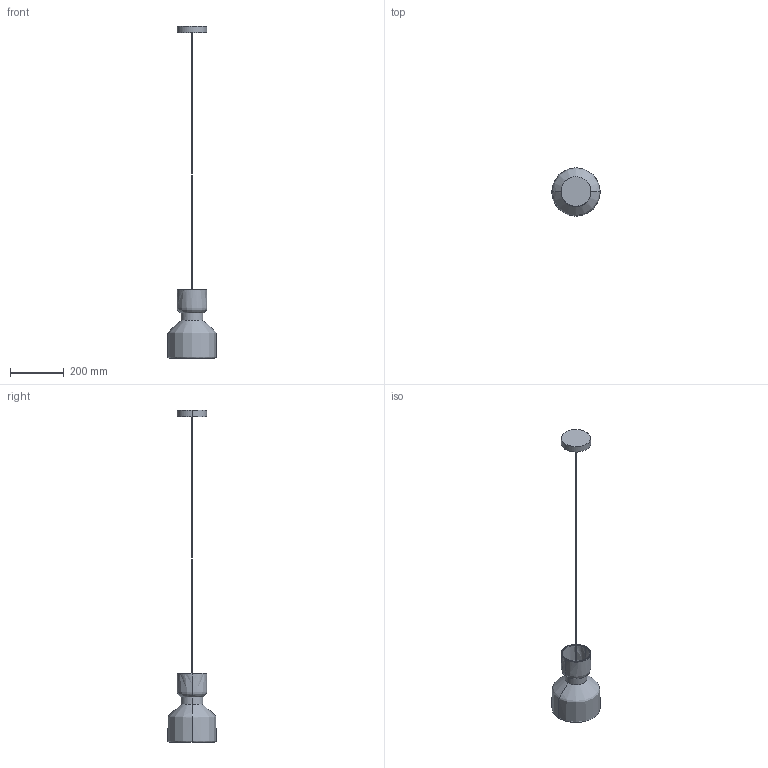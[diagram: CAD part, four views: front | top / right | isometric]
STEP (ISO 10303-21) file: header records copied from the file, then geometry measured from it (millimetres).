
FILE_DESCRIPTION(/* description */ (''),/* implementation_level */ '2;1');
FILE_NAME(/* name */ '1744.19_FIFTY_sospensione',/* time_stamp */ '2023-01-11T18:25:38+01:00',/* author */ (''),/* organization */ (''),/* preprocessor_version */ 'ST-DEVELOPER v16.5',/* originating_system */ 'Rhino 7.15',/* authorisation */ '');
FILE_SCHEMA (('CONFIG_CONTROL_DESIGN'));
Length unit declared in the file: millimetre
Products named in the file (1): Document
Bounding box: 180 x 180 x 1236.57 mm (x, y, z)
Volume: 240843.4 mm3; surface area: 267756.3 mm2
Topology: 2 solids, 8 shells, 20 faces, 50 edges, 36 vertices
Faces by surface type: bspline 10, cylinder 6, plane 4
Entity records: 1529 total; most frequent: CARTESIAN_POINT 1158, ORIENTED_EDGE 72, EDGE_CURVE 48, VERTEX_POINT 32, ADVANCED_FACE 20, FACE_OUTER_BOUND 20, EDGE_LOOP 20, DIRECTION 18
